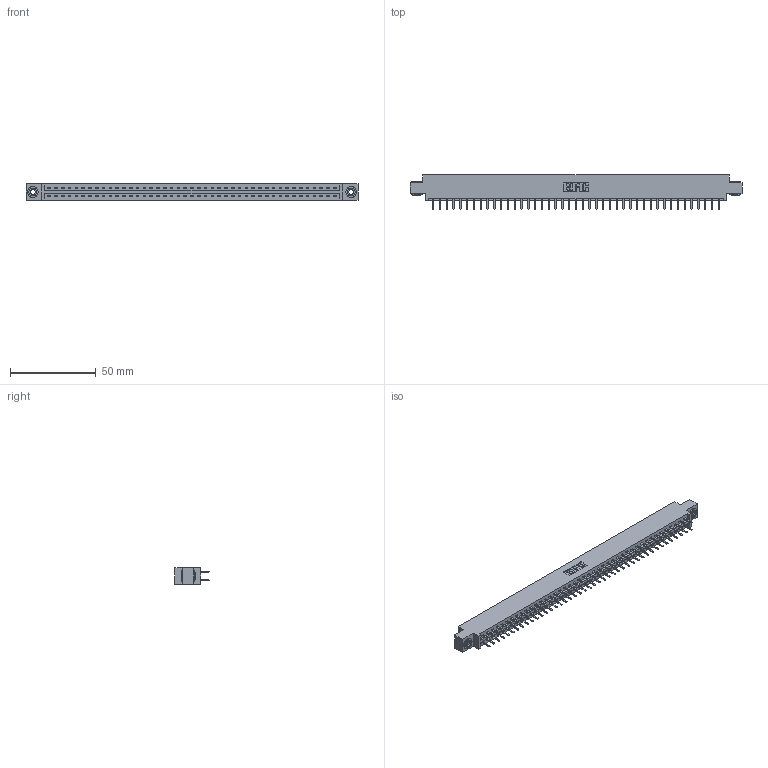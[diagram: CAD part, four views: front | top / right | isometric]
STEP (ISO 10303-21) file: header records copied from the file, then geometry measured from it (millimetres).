
FILE_DESCRIPTION (( 'STEP AP203' ), '1' );
FILE_NAME ('387-086-520-803.STEP', '2019-10-23T02:47:20', ( '' ), ( '' ), 'SwSTEP 2.0', 'SolidWorks 2016', '' );
FILE_SCHEMA (( 'CONFIG_CONTROL_DESIGN' ));
Length unit declared in the file: inch
Products named in the file (4): 337 Part_0.170 Offset - 0.156 Dia-TH; 345-250-002_345-250-002-102; 387-086-520-803; 345-292-001_345-293-120
Assembly tree (89 placements, depth 2):
  387-086-520-803
    337 Part_0.170 Offset - 0.156 Dia-TH
    345-292-001_345-293-120  x86
    345-250-002_345-250-002-102  x2
Bounding box: 193.4 x 20.02 x 9.4 mm (x, y, z)
Volume: 20258.9 mm3; surface area: 23136.9 mm2
Topology: 89 solids, 89 shells, 5144 faces, 14933 edges, 9722 vertices
Faces by surface type: plane 3524, cylinder 1612, cone 8
Entity records: 34106 total; most frequent: CARTESIAN_POINT 5733, ORIENTED_EDGE 5650, DIRECTION 4895, EDGE_CURVE 2825, VECTOR 2669, LINE 2669, VERTEX_POINT 1878, AXIS2_PLACEMENT_3D 1113
